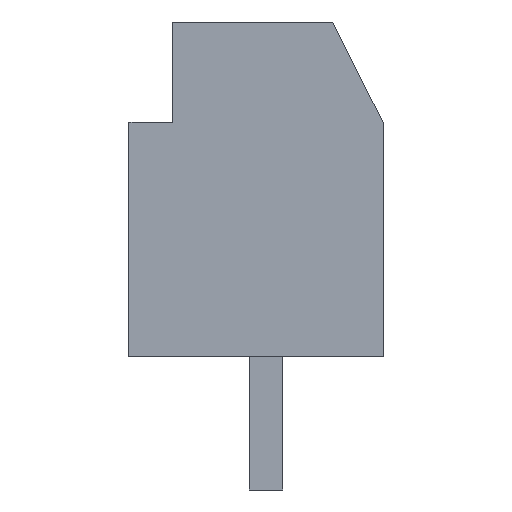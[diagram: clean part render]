
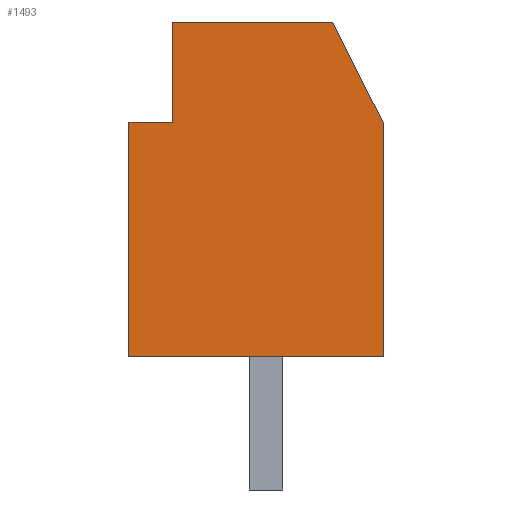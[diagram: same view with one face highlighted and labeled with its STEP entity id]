
A CAD part, left-side view. The second image highlights one B-rep face of the part: STEP entity #1493.
In plain terms, the highlighted planar face has unit normal (-1, 0, 0).
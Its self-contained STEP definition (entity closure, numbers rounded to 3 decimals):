
#1329 = EDGE_CURVE('',#1330,#1332,#1334,.T.);
#1330 = VERTEX_POINT('',#1331);
#1331 = CARTESIAN_POINT('',(-5.,0.,0.));
#1332 = VERTEX_POINT('',#1333);
#1333 = CARTESIAN_POINT('',(-5.,0.,7.));
#1334 = LINE('',#1335,#1336);
#1335 = CARTESIAN_POINT('',(-5.,0.,0.));
#1336 = VECTOR('',#1337,1.);
#1337 = DIRECTION('',(0.,0.,1.));
#1493 = ADVANCED_FACE('',(#1494),#1543,.T.);
#1494 = FACE_BOUND('',#1495,.T.);
#1495 = EDGE_LOOP('',(#1496,#1497,#1505,#1513,#1521,#1529,#1537));
#1496 = ORIENTED_EDGE('',*,*,#1329,.T.);
#1497 = ORIENTED_EDGE('',*,*,#1498,.T.);
#1498 = EDGE_CURVE('',#1332,#1499,#1501,.T.);
#1499 = VERTEX_POINT('',#1500);
#1500 = CARTESIAN_POINT('',(-5.,1.5,10.));
#1501 = LINE('',#1502,#1503);
#1502 = CARTESIAN_POINT('',(-5.,0.,7.));
#1503 = VECTOR('',#1504,1.);
#1504 = DIRECTION('',(0.,0.447,0.894));
#1505 = ORIENTED_EDGE('',*,*,#1506,.T.);
#1506 = EDGE_CURVE('',#1499,#1507,#1509,.T.);
#1507 = VERTEX_POINT('',#1508);
#1508 = CARTESIAN_POINT('',(-5.,6.3,10.));
#1509 = LINE('',#1510,#1511);
#1510 = CARTESIAN_POINT('',(-5.,1.5,10.));
#1511 = VECTOR('',#1512,1.);
#1512 = DIRECTION('',(0.,1.,0.));
#1513 = ORIENTED_EDGE('',*,*,#1514,.T.);
#1514 = EDGE_CURVE('',#1507,#1515,#1517,.T.);
#1515 = VERTEX_POINT('',#1516);
#1516 = CARTESIAN_POINT('',(-5.,6.3,7.));
#1517 = LINE('',#1518,#1519);
#1518 = CARTESIAN_POINT('',(-5.,6.3,10.));
#1519 = VECTOR('',#1520,1.);
#1520 = DIRECTION('',(0.,0.,-1.));
#1521 = ORIENTED_EDGE('',*,*,#1522,.T.);
#1522 = EDGE_CURVE('',#1515,#1523,#1525,.T.);
#1523 = VERTEX_POINT('',#1524);
#1524 = CARTESIAN_POINT('',(-5.,7.6,7.));
#1525 = LINE('',#1526,#1527);
#1526 = CARTESIAN_POINT('',(-5.,6.3,7.));
#1527 = VECTOR('',#1528,1.);
#1528 = DIRECTION('',(0.,1.,0.));
#1529 = ORIENTED_EDGE('',*,*,#1530,.T.);
#1530 = EDGE_CURVE('',#1523,#1531,#1533,.T.);
#1531 = VERTEX_POINT('',#1532);
#1532 = CARTESIAN_POINT('',(-5.,7.6,0.));
#1533 = LINE('',#1534,#1535);
#1534 = CARTESIAN_POINT('',(-5.,7.6,7.));
#1535 = VECTOR('',#1536,1.);
#1536 = DIRECTION('',(0.,0.,-1.));
#1537 = ORIENTED_EDGE('',*,*,#1538,.T.);
#1538 = EDGE_CURVE('',#1531,#1330,#1539,.T.);
#1539 = LINE('',#1540,#1541);
#1540 = CARTESIAN_POINT('',(-5.,7.6,0.));
#1541 = VECTOR('',#1542,1.);
#1542 = DIRECTION('',(0.,-1.,0.));
#1543 = PLANE('',#1544);
#1544 = AXIS2_PLACEMENT_3D('',#1545,#1546,#1547);
#1545 = CARTESIAN_POINT('',(-5.,3.854,4.702));
#1546 = DIRECTION('',(-1.,0.,0.));
#1547 = DIRECTION('',(0.,0.,-1.));
